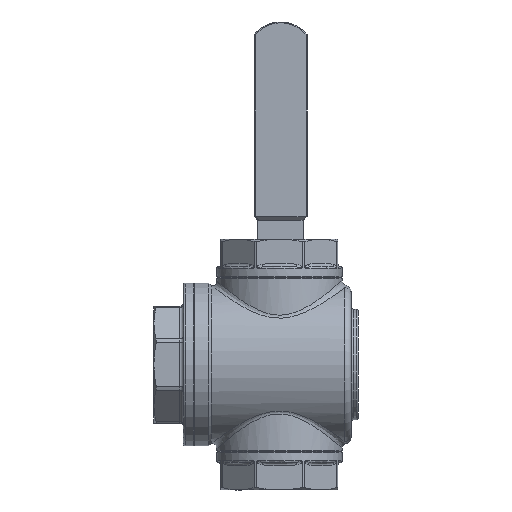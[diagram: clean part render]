
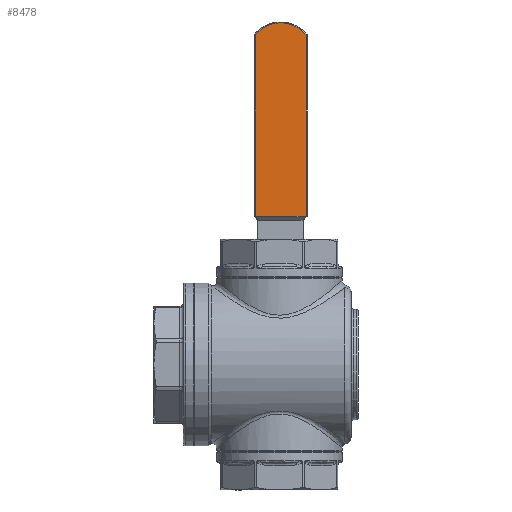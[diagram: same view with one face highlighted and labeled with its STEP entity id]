
A CAD part, front view. The second image highlights one B-rep face of the part: STEP entity #8478.
In plain terms, the highlighted planar face has unit normal (0, -1, 0).
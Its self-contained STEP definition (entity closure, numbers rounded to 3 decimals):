
#8351 = VERTEX_POINT ( 'NONE', #12981 ) ;
#8460 = ORIENTED_EDGE ( 'NONE', *, *, #8461, .T. ) ;
#8461 = EDGE_CURVE ( 'NONE', #8351, #8462, #13129, .T. ) ;
#8462 = VERTEX_POINT ( 'NONE', #13124 ) ;
#8463 = ORIENTED_EDGE ( 'NONE', *, *, #8464, .T. ) ;
#8464 = EDGE_CURVE ( 'NONE', #8462, #8482, #13125, .T. ) ;
#8478 = ADVANCED_FACE ( 'NONE', ( #13167 ), #13162, .T. ) ;
#8479 = EDGE_LOOP ( 'NONE', ( #8480, #8484, #8460, #8463 ) ) ;
#8480 = ORIENTED_EDGE ( 'NONE', *, *, #8481, .T. ) ;
#8481 = EDGE_CURVE ( 'NONE', #8482, #8483, #13160, .T. ) ;
#8482 = VERTEX_POINT ( 'NONE', #13153 ) ;
#8483 = VERTEX_POINT ( 'NONE', #13152 ) ;
#8484 = ORIENTED_EDGE ( 'NONE', *, *, #8485, .T. ) ;
#8485 = EDGE_CURVE ( 'NONE', #8483, #8351, #13150, .T. ) ;
#12981 = CARTESIAN_POINT ( 'NONE',  ( -14.25, 105.9, 194.46 ) ) ;
#13124 = CARTESIAN_POINT ( 'NONE',  ( -14.25, 105.9, 87.437 ) ) ;
#13125 = LINE ( 'NONE', #13178, #13177 ) ;
#13126 = DIRECTION ( 'NONE',  ( 0., 0., -1. ) ) ;
#13127 = VECTOR ( 'NONE', #13126, 1000. ) ;
#13128 = CARTESIAN_POINT ( 'NONE',  ( -14.25, 105.9, 87.23 ) ) ;
#13129 = LINE ( 'NONE', #13128, #13127 ) ;
#13146 = DIRECTION ( 'NONE',  ( 0., 0., -1. ) ) ;
#13147 = DIRECTION ( 'NONE',  ( 0., -1., 0. ) ) ;
#13148 = CARTESIAN_POINT ( 'NONE',  ( 0.75, 105.9, 182. ) ) ;
#13149 = AXIS2_PLACEMENT_3D ( 'NONE', #13148, #13147, #13146 ) ;
#13150 = CIRCLE ( 'NONE', #13149, 19.5 ) ;
#13152 = CARTESIAN_POINT ( 'NONE',  ( 15.75, 105.9, 194.46 ) ) ;
#13153 = CARTESIAN_POINT ( 'NONE',  ( 15.75, 105.9, 87.437 ) ) ;
#13154 = DIRECTION ( 'NONE',  ( 0., 0., 1. ) ) ;
#13155 = VECTOR ( 'NONE', #13154, 1000. ) ;
#13156 = CARTESIAN_POINT ( 'NONE',  ( 15.75, 105.9, 194.639 ) ) ;
#13157 = DIRECTION ( 'NONE',  ( 0., 0., -1. ) ) ;
#13158 = DIRECTION ( 'NONE',  ( 0., -1., 0. ) ) ;
#13159 = AXIS2_PLACEMENT_3D ( 'NONE', #13161, #13158, #13157 ) ;
#13160 = LINE ( 'NONE', #13156, #13155 ) ;
#13161 = CARTESIAN_POINT ( 'NONE',  ( 46.4, 105.9, 202. ) ) ;
#13162 = PLANE ( 'NONE',  #13159 ) ;
#13167 = FACE_OUTER_BOUND ( 'NONE', #8479, .T. ) ;
#13176 = DIRECTION ( 'NONE',  ( 1., 0., 0. ) ) ;
#13177 = VECTOR ( 'NONE', #13176, 1000. ) ;
#13178 = CARTESIAN_POINT ( 'NONE',  ( 46.4, 105.9, 87.437 ) ) ;
